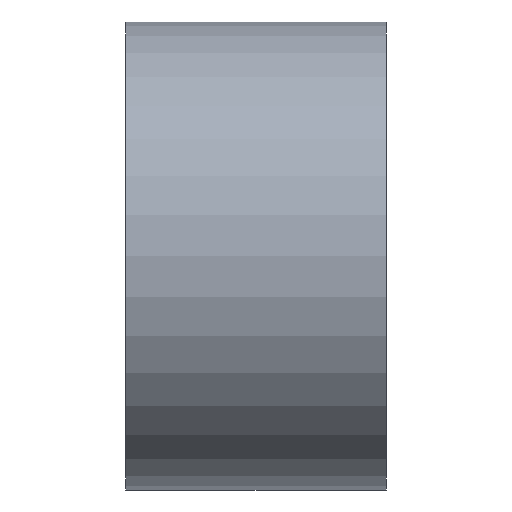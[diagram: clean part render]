
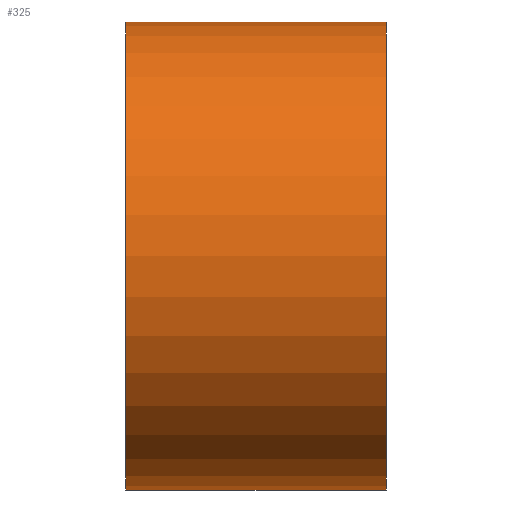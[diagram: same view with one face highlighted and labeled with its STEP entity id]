
A CAD part, left-side view. The second image highlights one B-rep face of the part: STEP entity #325.
In plain terms, the highlighted cylindrical face has radius 8.319 mm (diameter 16.637 mm), a partial arc.
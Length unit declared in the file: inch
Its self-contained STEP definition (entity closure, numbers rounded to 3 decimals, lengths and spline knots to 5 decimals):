
#36 = DIRECTION ( 'NONE',  ( 0., -1., 0. ) ) ;
#46 = EDGE_CURVE ( 'NONE', #162, #335, #350, .T. ) ;
#48 = VECTOR ( 'NONE', #36, 39.37008 ) ;
#60 = CYLINDRICAL_SURFACE ( 'NONE', #128, 0.3275 ) ;
#78 = EDGE_CURVE ( 'NONE', #335, #329, #82, .T. ) ;
#82 = LINE ( 'NONE', #226, #312 ) ;
#105 = CARTESIAN_POINT ( 'NONE',  ( 0., 0.365, 0. ) ) ;
#115 = CARTESIAN_POINT ( 'NONE',  ( 0., 0., 0. ) ) ;
#116 = CARTESIAN_POINT ( 'NONE',  ( 0., 0., 0.3275 ) ) ;
#123 = ORIENTED_EDGE ( 'NONE', *, *, #46, .F. ) ;
#125 = DIRECTION ( 'NONE',  ( 0., 1., 0. ) ) ;
#128 = AXIS2_PLACEMENT_3D ( 'NONE', #264, #235, #351 ) ;
#138 = EDGE_CURVE ( 'NONE', #162, #327, #161, .T. ) ;
#143 = EDGE_LOOP ( 'NONE', ( #196, #123, #203, #184 ) ) ;
#145 = DIRECTION ( 'NONE',  ( 0., 1., 0. ) ) ;
#161 = LINE ( 'NONE', #221, #48 ) ;
#162 = VERTEX_POINT ( 'NONE', #330 ) ;
#171 = EDGE_CURVE ( 'NONE', #327, #329, #213, .T. ) ;
#184 = ORIENTED_EDGE ( 'NONE', *, *, #171, .T. ) ;
#196 = ORIENTED_EDGE ( 'NONE', *, *, #78, .F. ) ;
#203 = ORIENTED_EDGE ( 'NONE', *, *, #138, .T. ) ;
#213 = CIRCLE ( 'NONE', #261, 0.3275 ) ;
#221 = CARTESIAN_POINT ( 'NONE',  ( 0., 0.365, -0.3275 ) ) ;
#226 = CARTESIAN_POINT ( 'NONE',  ( 0., 0.365, 0.3275 ) ) ;
#235 = DIRECTION ( 'NONE',  ( 0., -1., 0. ) ) ;
#242 = AXIS2_PLACEMENT_3D ( 'NONE', #105, #125, #295 ) ;
#253 = CARTESIAN_POINT ( 'NONE',  ( 0., 0.365, 0.3275 ) ) ;
#261 = AXIS2_PLACEMENT_3D ( 'NONE', #115, #145, #306 ) ;
#263 = DIRECTION ( 'NONE',  ( 0., -1., 0. ) ) ;
#264 = CARTESIAN_POINT ( 'NONE',  ( 0., 0.365, 0. ) ) ;
#276 = FACE_OUTER_BOUND ( 'NONE', #143, .T. ) ;
#295 = DIRECTION ( 'NONE',  ( 0., 0., 1. ) ) ;
#306 = DIRECTION ( 'NONE',  ( 0., 0., 1. ) ) ;
#312 = VECTOR ( 'NONE', #263, 39.37008 ) ;
#315 = CARTESIAN_POINT ( 'NONE',  ( 0., 0., -0.3275 ) ) ;
#325 = ADVANCED_FACE ( 'NONE', ( #276 ), #60, .T. ) ;
#327 = VERTEX_POINT ( 'NONE', #315 ) ;
#329 = VERTEX_POINT ( 'NONE', #116 ) ;
#330 = CARTESIAN_POINT ( 'NONE',  ( 0., 0.365, -0.3275 ) ) ;
#335 = VERTEX_POINT ( 'NONE', #253 ) ;
#350 = CIRCLE ( 'NONE', #242, 0.3275 ) ;
#351 = DIRECTION ( 'NONE',  ( 0., 0., -1. ) ) ;
